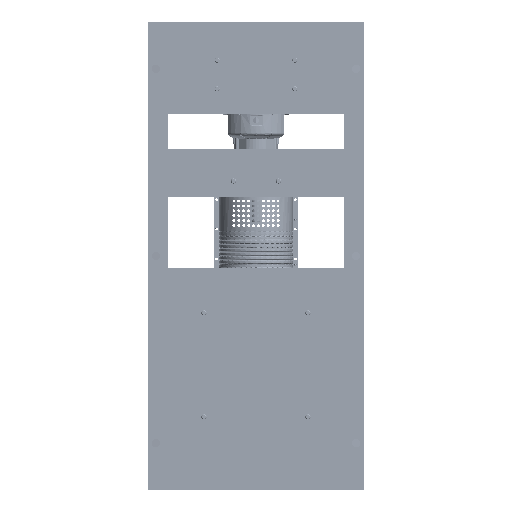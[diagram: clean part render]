
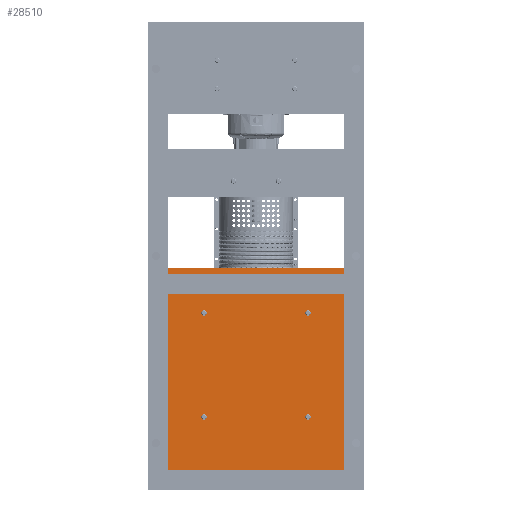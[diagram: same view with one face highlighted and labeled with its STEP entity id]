
A CAD part, front view. The second image highlights one B-rep face of the part: STEP entity #28510.
In plain terms, the highlighted planar face has unit normal (0, -1, 0).
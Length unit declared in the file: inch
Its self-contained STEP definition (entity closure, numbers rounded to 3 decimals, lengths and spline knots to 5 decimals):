
#157 = CARTESIAN_POINT ( 'NONE',  ( 6.17676, 0., 5. ) ) ;
#7122 = DIRECTION ( 'NONE',  ( 0., -1., 0. ) ) ;
#12932 = EDGE_LOOP ( 'NONE', ( #382148, #161679 ) ) ;
#17707 = CARTESIAN_POINT ( 'NONE',  ( -3.82324, 0., -5. ) ) ;
#26026 = AXIS2_PLACEMENT_3D ( 'NONE', #163675, #418464, #338258 ) ;
#28510 = ADVANCED_FACE ( 'NONE', ( #422441, #320821, #283063, #249991, #457818 ), #391608, .F. ) ;
#28815 = ORIENTED_EDGE ( 'NONE', *, *, #463147, .F. ) ;
#29670 = EDGE_LOOP ( 'NONE', ( #388066, #172678 ) ) ;
#44852 = DIRECTION ( 'NONE',  ( 0., -1., 0. ) ) ;
#45528 = CIRCLE ( 'NONE', #113364, 0.265 ) ;
#47898 = AXIS2_PLACEMENT_3D ( 'NONE', #348057, #60213, #459005 ) ;
#48790 = CARTESIAN_POINT ( 'NONE',  ( 10.5, 0., 10.04 ) ) ;
#49492 = CARTESIAN_POINT ( 'NONE',  ( -3.82324, 0., -5. ) ) ;
#50831 = DIRECTION ( 'NONE',  ( 0., 0., 1. ) ) ;
#50889 = VECTOR ( 'NONE', #85983, 39.37008 ) ;
#56507 = CARTESIAN_POINT ( 'NONE',  ( 6.17676, 0., 5. ) ) ;
#58872 = DIRECTION ( 'NONE',  ( 0., 0., 1. ) ) ;
#60213 = DIRECTION ( 'NONE',  ( 0., -1., 0. ) ) ;
#65953 = ORIENTED_EDGE ( 'NONE', *, *, #178743, .F. ) ;
#72491 = AXIS2_PLACEMENT_3D ( 'NONE', #206996, #343865, #452486 ) ;
#72635 = ORIENTED_EDGE ( 'NONE', *, *, #242648, .F. ) ;
#80403 = CARTESIAN_POINT ( 'NONE',  ( -10.5, 0., 10.04 ) ) ;
#85983 = DIRECTION ( 'NONE',  ( 0., 0., -1. ) ) ;
#88641 = VERTEX_POINT ( 'NONE', #439957 ) ;
#93500 = CIRCLE ( 'NONE', #47898, 0.265 ) ;
#96692 = DIRECTION ( 'NONE',  ( 0., -1., 0. ) ) ;
#99169 = DIRECTION ( 'NONE',  ( 0., 1., 0. ) ) ;
#100237 = VERTEX_POINT ( 'NONE', #191052 ) ;
#100667 = AXIS2_PLACEMENT_3D ( 'NONE', #49492, #44852, #193472 ) ;
#101828 = VECTOR ( 'NONE', #408239, 39.37008 ) ;
#104563 = CARTESIAN_POINT ( 'NONE',  ( -10.5, 0., -10.04 ) ) ;
#105502 = VERTEX_POINT ( 'NONE', #173223 ) ;
#110125 = ORIENTED_EDGE ( 'NONE', *, *, #235089, .F. ) ;
#113364 = AXIS2_PLACEMENT_3D ( 'NONE', #56507, #349038, #58872 ) ;
#118066 = CARTESIAN_POINT ( 'NONE',  ( -10.5, 0., 10.04 ) ) ;
#122300 = DIRECTION ( 'NONE',  ( 0., 0., 1. ) ) ;
#131949 = VERTEX_POINT ( 'NONE', #171031 ) ;
#136893 = CARTESIAN_POINT ( 'NONE',  ( 0., 0., 0. ) ) ;
#138485 = EDGE_LOOP ( 'NONE', ( #72635, #28815, #110125, #207841 ) ) ;
#139951 = EDGE_CURVE ( 'NONE', #376631, #131949, #192125, .T. ) ;
#144334 = VERTEX_POINT ( 'NONE', #217906 ) ;
#151172 = DIRECTION ( 'NONE',  ( 0., 0., 1. ) ) ;
#157726 = CARTESIAN_POINT ( 'NONE',  ( -10.5, 0., -10.04 ) ) ;
#161679 = ORIENTED_EDGE ( 'NONE', *, *, #318518, .F. ) ;
#163675 = CARTESIAN_POINT ( 'NONE',  ( -3.82324, 0., 5. ) ) ;
#169544 = CARTESIAN_POINT ( 'NONE',  ( 5.91176, 0., -5. ) ) ;
#170963 = EDGE_LOOP ( 'NONE', ( #458100, #457769 ) ) ;
#171031 = CARTESIAN_POINT ( 'NONE',  ( -3.55824, 0., 5. ) ) ;
#172678 = ORIENTED_EDGE ( 'NONE', *, *, #399926, .F. ) ;
#173223 = CARTESIAN_POINT ( 'NONE',  ( 6.44176, 0., -5. ) ) ;
#178743 = EDGE_CURVE ( 'NONE', #100237, #144334, #424691, .T. ) ;
#185398 = CIRCLE ( 'NONE', #72491, 0.265 ) ;
#191052 = CARTESIAN_POINT ( 'NONE',  ( -3.55824, 0., -5. ) ) ;
#192125 = CIRCLE ( 'NONE', #26026, 0.265 ) ;
#193472 = DIRECTION ( 'NONE',  ( 0., 0., 1. ) ) ;
#201465 = ORIENTED_EDGE ( 'NONE', *, *, #310449, .F. ) ;
#206996 = CARTESIAN_POINT ( 'NONE',  ( 6.17676, 0., -5. ) ) ;
#207841 = ORIENTED_EDGE ( 'NONE', *, *, #320507, .F. ) ;
#217906 = CARTESIAN_POINT ( 'NONE',  ( -4.08824, 0., -5. ) ) ;
#230121 = EDGE_CURVE ( 'NONE', #131949, #376631, #93500, .T. ) ;
#235089 = EDGE_CURVE ( 'NONE', #295500, #403473, #438661, .T. ) ;
#240570 = DIRECTION ( 'NONE',  ( 0., 0., 1. ) ) ;
#242648 = EDGE_CURVE ( 'NONE', #260520, #251180, #300667, .T. ) ;
#243046 = DIRECTION ( 'NONE',  ( 0., 0., 1. ) ) ;
#249991 = FACE_BOUND ( 'NONE', #29670, .T. ) ;
#251180 = VERTEX_POINT ( 'NONE', #411577 ) ;
#252101 = VERTEX_POINT ( 'NONE', #169544 ) ;
#260520 = VERTEX_POINT ( 'NONE', #48790 ) ;
#275963 = CARTESIAN_POINT ( 'NONE',  ( 6.17676, 0., -5. ) ) ;
#281857 = AXIS2_PLACEMENT_3D ( 'NONE', #17707, #414178, #50831 ) ;
#283063 = FACE_BOUND ( 'NONE', #170963, .T. ) ;
#286965 = VERTEX_POINT ( 'NONE', #326506 ) ;
#292755 = LINE ( 'NONE', #118066, #101828 ) ;
#295500 = VERTEX_POINT ( 'NONE', #104563 ) ;
#300667 = LINE ( 'NONE', #409226, #50889 ) ;
#304052 = AXIS2_PLACEMENT_3D ( 'NONE', #157, #7122, #151172 ) ;
#308773 = EDGE_CURVE ( 'NONE', #286965, #88641, #356949, .T. ) ;
#310449 = EDGE_CURVE ( 'NONE', #144334, #100237, #425098, .T. ) ;
#312729 = VECTOR ( 'NONE', #122300, 39.37008 ) ;
#316775 = CARTESIAN_POINT ( 'NONE',  ( -4.08824, 0., 5. ) ) ;
#318518 = EDGE_CURVE ( 'NONE', #105502, #252101, #425762, .T. ) ;
#320507 = EDGE_CURVE ( 'NONE', #251180, #295500, #363045, .T. ) ;
#320821 = FACE_BOUND ( 'NONE', #435401, .T. ) ;
#325366 = DIRECTION ( 'NONE',  ( -1., 0., 0. ) ) ;
#326506 = CARTESIAN_POINT ( 'NONE',  ( 5.91176, 0., 5. ) ) ;
#338258 = DIRECTION ( 'NONE',  ( 0., 0., 1. ) ) ;
#343865 = DIRECTION ( 'NONE',  ( 0., -1., 0. ) ) ;
#348057 = CARTESIAN_POINT ( 'NONE',  ( -3.82324, 0., 5. ) ) ;
#349038 = DIRECTION ( 'NONE',  ( 0., -1., 0. ) ) ;
#356949 = CIRCLE ( 'NONE', #304052, 0.265 ) ;
#363045 = LINE ( 'NONE', #393830, #448610 ) ;
#372732 = AXIS2_PLACEMENT_3D ( 'NONE', #275963, #96692, #240570 ) ;
#374386 = EDGE_CURVE ( 'NONE', #252101, #105502, #185398, .T. ) ;
#376631 = VERTEX_POINT ( 'NONE', #316775 ) ;
#382148 = ORIENTED_EDGE ( 'NONE', *, *, #374386, .F. ) ;
#388066 = ORIENTED_EDGE ( 'NONE', *, *, #308773, .F. ) ;
#391608 = PLANE ( 'NONE',  #451372 ) ;
#393830 = CARTESIAN_POINT ( 'NONE',  ( -10.5, 0., -10.04 ) ) ;
#399926 = EDGE_CURVE ( 'NONE', #88641, #286965, #45528, .T. ) ;
#403473 = VERTEX_POINT ( 'NONE', #80403 ) ;
#408239 = DIRECTION ( 'NONE',  ( 1., 0., 0. ) ) ;
#409226 = CARTESIAN_POINT ( 'NONE',  ( 10.5, 0., -10.04 ) ) ;
#411577 = CARTESIAN_POINT ( 'NONE',  ( 10.5, 0., -10.04 ) ) ;
#414178 = DIRECTION ( 'NONE',  ( 0., -1., 0. ) ) ;
#418464 = DIRECTION ( 'NONE',  ( 0., -1., 0. ) ) ;
#422441 = FACE_BOUND ( 'NONE', #12932, .T. ) ;
#424691 = CIRCLE ( 'NONE', #100667, 0.265 ) ;
#425098 = CIRCLE ( 'NONE', #281857, 0.265 ) ;
#425762 = CIRCLE ( 'NONE', #372732, 0.265 ) ;
#435401 = EDGE_LOOP ( 'NONE', ( #201465, #65953 ) ) ;
#438661 = LINE ( 'NONE', #157726, #312729 ) ;
#439957 = CARTESIAN_POINT ( 'NONE',  ( 6.44176, 0., 5. ) ) ;
#448610 = VECTOR ( 'NONE', #325366, 39.37008 ) ;
#451372 = AXIS2_PLACEMENT_3D ( 'NONE', #136893, #99169, #243046 ) ;
#452486 = DIRECTION ( 'NONE',  ( 0., 0., 1. ) ) ;
#457769 = ORIENTED_EDGE ( 'NONE', *, *, #230121, .F. ) ;
#457818 = FACE_OUTER_BOUND ( 'NONE', #138485, .T. ) ;
#458100 = ORIENTED_EDGE ( 'NONE', *, *, #139951, .F. ) ;
#459005 = DIRECTION ( 'NONE',  ( 0., 0., 1. ) ) ;
#463147 = EDGE_CURVE ( 'NONE', #403473, #260520, #292755, .T. ) ;
